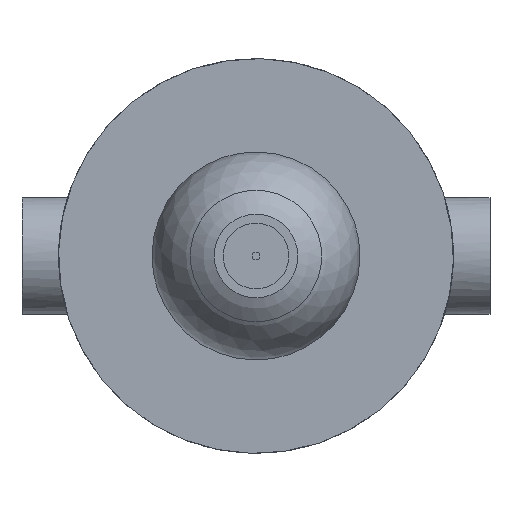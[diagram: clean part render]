
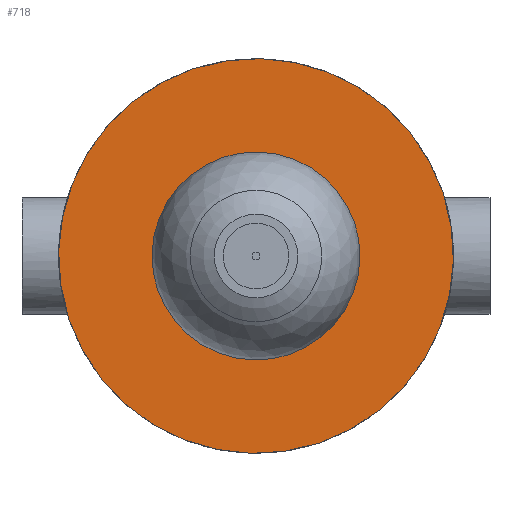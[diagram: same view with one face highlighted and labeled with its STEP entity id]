
A CAD part, left-side view. The second image highlights one B-rep face of the part: STEP entity #718.
In plain terms, the highlighted face is planar.
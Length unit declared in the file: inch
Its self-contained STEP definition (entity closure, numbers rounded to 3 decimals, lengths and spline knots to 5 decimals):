
#152=FACE_BOUND('',#227,.T.);
#178=FACE_OUTER_BOUND('',#226,.T.);
#226=EDGE_LOOP('',(#560,#561));
#227=EDGE_LOOP('',(#562,#563));
#292=CIRCLE('',#980,0.31102);
#293=CIRCLE('',#981,0.31102);
#295=CIRCLE('',#985,0.59055);
#296=CIRCLE('',#986,0.59055);
#358=VERTEX_POINT('',#1412);
#359=VERTEX_POINT('',#1414);
#361=VERTEX_POINT('',#1422);
#362=VERTEX_POINT('',#1423);
#433=EDGE_CURVE('',#359,#358,#292,.T.);
#434=EDGE_CURVE('',#358,#359,#293,.T.);
#437=EDGE_CURVE('',#361,#362,#295,.T.);
#438=EDGE_CURVE('',#362,#361,#296,.T.);
#560=ORIENTED_EDGE('',*,*,#437,.T.);
#561=ORIENTED_EDGE('',*,*,#438,.T.);
#562=ORIENTED_EDGE('',*,*,#433,.T.);
#563=ORIENTED_EDGE('',*,*,#434,.T.);
#688=PLANE('',#989);
#718=ADVANCED_FACE('',(#178,#152),#688,.T.);
#980=AXIS2_PLACEMENT_3D('',#1415,#1147,#1148);
#981=AXIS2_PLACEMENT_3D('',#1416,#1149,#1150);
#985=AXIS2_PLACEMENT_3D('',#1424,#1158,#1159);
#986=AXIS2_PLACEMENT_3D('',#1425,#1160,#1161);
#989=AXIS2_PLACEMENT_3D('',#1431,#1167,#1168);
#1147=DIRECTION('center_axis',(0.,0.,-1.));
#1148=DIRECTION('ref_axis',(1.,0.,0.));
#1149=DIRECTION('center_axis',(0.,0.,-1.));
#1150=DIRECTION('ref_axis',(1.,0.,0.));
#1158=DIRECTION('center_axis',(0.,0.,1.));
#1159=DIRECTION('ref_axis',(1.,0.,0.));
#1160=DIRECTION('center_axis',(0.,0.,1.));
#1161=DIRECTION('ref_axis',(1.,0.,0.));
#1167=DIRECTION('center_axis',(0.,0.,1.));
#1168=DIRECTION('ref_axis',(1.,0.,0.));
#1412=CARTESIAN_POINT('',(-0.31102,0.,0.375));
#1414=CARTESIAN_POINT('',(0.31102,0.,0.375));
#1415=CARTESIAN_POINT('Origin',(0.,0.,
0.375));
#1416=CARTESIAN_POINT('Origin',(0.,0.,
0.375));
#1422=CARTESIAN_POINT('',(0.59055,0.,0.375));
#1423=CARTESIAN_POINT('',(-0.59055,0.,0.375));
#1424=CARTESIAN_POINT('Origin',(0.,0.,
0.375));
#1425=CARTESIAN_POINT('Origin',(0.,0.,
0.375));
#1431=CARTESIAN_POINT('Origin',(0.,0.,0.375));
